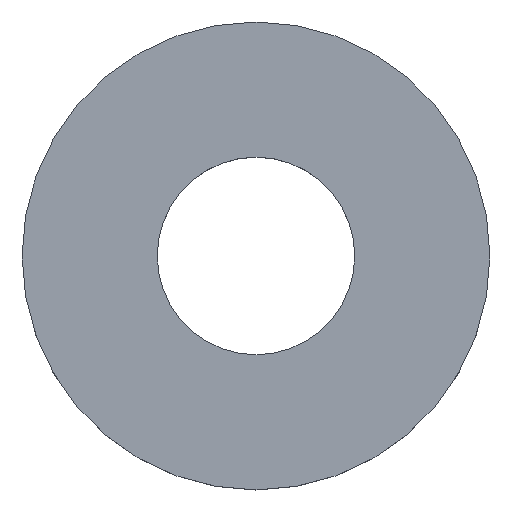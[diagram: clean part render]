
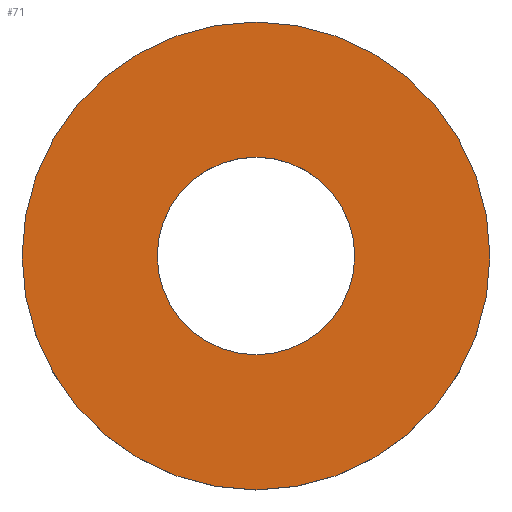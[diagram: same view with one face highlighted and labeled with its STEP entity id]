
A CAD part, top view. The second image highlights one B-rep face of the part: STEP entity #71.
In plain terms, the highlighted planar face has unit normal (0, 0, 1).
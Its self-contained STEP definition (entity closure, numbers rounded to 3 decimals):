
#51=VERTEX_POINT('',#121);
#65=EDGE_CURVE('',#51,#103,#137,.T.);
#71=ADVANCED_FACE('',(#144,#145),#146,.T.);
#73=EDGE_CURVE('',#95,#89,#148,.T.);
#81=EDGE_CURVE('',#89,#95,#159,.T.);
#85=EDGE_CURVE('',#103,#51,#163,.T.);
#89=VERTEX_POINT('',#167);
#95=VERTEX_POINT('',#173);
#103=VERTEX_POINT('',#181);
#121=CARTESIAN_POINT('',(22.5,0.,6.));
#137=CIRCLE('',#206,22.5);
#144=FACE_OUTER_BOUND('',#214,.T.);
#145=FACE_BOUND('',#215,.T.);
#146=PLANE('',#216);
#148=CIRCLE('',#219,9.5);
#159=CIRCLE('',#232,9.5);
#163=CIRCLE('',#239,22.5);
#167=CARTESIAN_POINT('',(-9.5,0.,6.));
#173=CARTESIAN_POINT('',(9.5,0.,6.));
#181=CARTESIAN_POINT('',(-22.5,0.,6.));
#206=AXIS2_PLACEMENT_3D('',#286,#287,#288);
#214=EDGE_LOOP('',(#301,#302));
#215=EDGE_LOOP('',(#303,#304));
#216=AXIS2_PLACEMENT_3D('',#305,#306,#307);
#219=AXIS2_PLACEMENT_3D('',#308,#309,#310);
#232=AXIS2_PLACEMENT_3D('',#330,#331,#332);
#239=AXIS2_PLACEMENT_3D('',#334,#335,#336);
#286=CARTESIAN_POINT('',(0.,0.,6.));
#287=DIRECTION('',(0.0,0.0,-1.0));
#288=DIRECTION('',(1.0,0.,0.0));
#301=ORIENTED_EDGE('',*,*,#65,.F.);
#302=ORIENTED_EDGE('',*,*,#85,.F.);
#303=ORIENTED_EDGE('',*,*,#73,.T.);
#304=ORIENTED_EDGE('',*,*,#81,.T.);
#305=CARTESIAN_POINT('',(16.0,0.,6.));
#306=DIRECTION('',(0.0,0.0,1.0));
#307=DIRECTION('',(1.0,0.0,0.0));
#308=CARTESIAN_POINT('',(0.,0.,6.));
#309=DIRECTION('',(0.0,0.0,-1.0));
#310=DIRECTION('',(1.0,0.,0.0));
#330=CARTESIAN_POINT('',(0.,0.,6.));
#331=DIRECTION('',(0.0,0.0,-1.0));
#332=DIRECTION('',(1.0,0.,0.0));
#334=CARTESIAN_POINT('',(0.,0.,6.));
#335=DIRECTION('',(0.0,0.0,-1.0));
#336=DIRECTION('',(1.0,0.,0.0));
